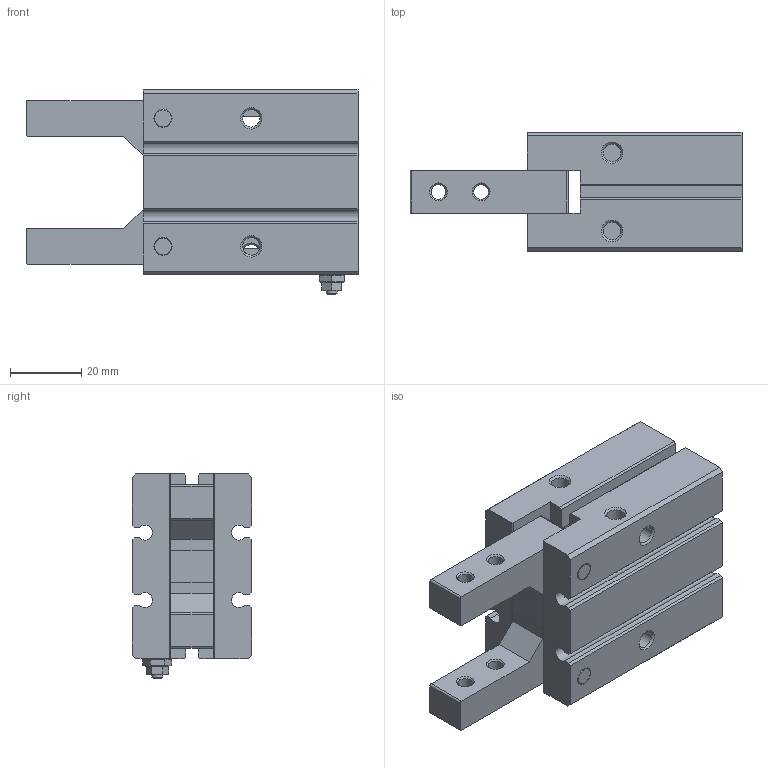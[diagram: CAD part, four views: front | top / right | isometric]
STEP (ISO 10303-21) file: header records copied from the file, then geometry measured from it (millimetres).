
FILE_DESCRIPTION(/* description */ ('STEP AP203'),/* implementation_level */ '2;1');
FILE_NAME(/* name */ 'SHY25-S()(0)',/* time_stamp */ '2024-05-09T17:21:43+02:00',/* author */ ('License CC BY-ND 4.0'),/* organization */ ('CADENAS'),/* preprocessor_version */ 'ST-DEVELOPER v19.3',/* originating_system */ 'PARTsolutions',/* authorisation */ ' ');
FILE_SCHEMA (('CONFIG_CONTROL_DESIGN'));
Length unit declared in the file: millimetre
Products named in the file (3): SHY25-S()(0); SHY25-S()_body; SHY25-S_finger
Assembly tree (3 placements, depth 2):
  SHY25-S()(0)
    SHY25-S()_body
    SHY25-S_finger  x2
Bounding box: 93.3 x 33.6 x 57.4 mm (x, y, z)
Volume: 99257.9 mm3; surface area: 28453.3 mm2
Topology: 3 solids, 3 shells, 209 faces, 534 edges, 342 vertices
Faces by surface type: plane 113, cylinder 55, cone 41
Full cylindrical faces by diameter (mm): 3 x1, 4 x1, 4.134 x6, 4.917 x8, 5 x8, 26 x1
Entity records: 5207 total; most frequent: CARTESIAN_POINT 940, DIRECTION 872, ORIENTED_EDGE 786, EDGE_CURVE 393, AXIS2_PLACEMENT_3D 317, VERTEX_POINT 285, EDGE_LOOP 270, FACE_BOUND 270
